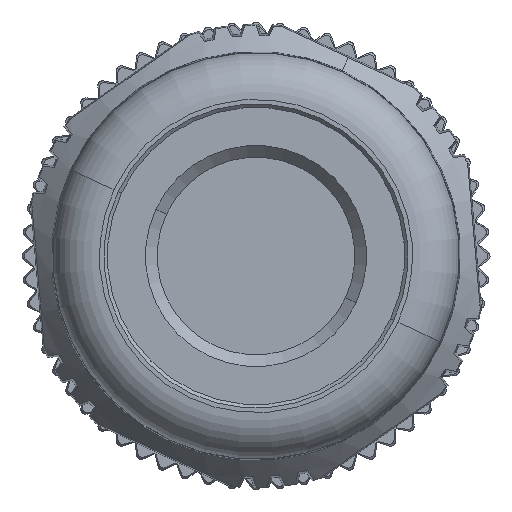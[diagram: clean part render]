
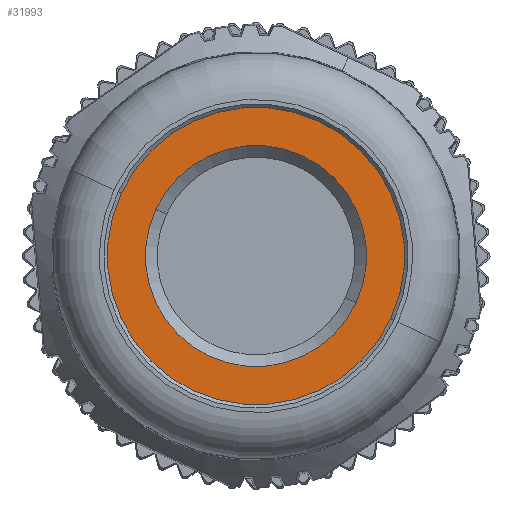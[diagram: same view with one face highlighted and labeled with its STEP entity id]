
A CAD part, front view. The second image highlights one B-rep face of the part: STEP entity #31993.
In plain terms, the highlighted planar face has unit normal (0, -1, 0).
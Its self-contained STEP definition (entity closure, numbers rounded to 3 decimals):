
#3607=CARTESIAN_POINT('',(0.,-50.144,
0.));
#3608=DIRECTION('',(0.,1.,0.));
#3609=DIRECTION('',(0.906,0.,-0.423));
#3610=AXIS2_PLACEMENT_3D('',#3607,#3608,#3609);
#3612=CARTESIAN_POINT('',(0.,-50.144,
0.));
#3613=DIRECTION('',(0.,1.,0.));
#3614=DIRECTION('',(-0.906,0.,0.423));
#3615=AXIS2_PLACEMENT_3D('',#3612,#3613,#3614);
#3617=CARTESIAN_POINT('',(0.,-50.144,0.));
#3618=DIRECTION('',(0.,-1.,0.));
#3619=DIRECTION('',(-0.906,0.,0.423));
#3620=AXIS2_PLACEMENT_3D('',#3617,#3618,#3619);
#3622=CARTESIAN_POINT('',(0.,-50.144,0.));
#3623=DIRECTION('',(0.,-1.,0.));
#3624=DIRECTION('',(0.906,0.,-0.423));
#3625=AXIS2_PLACEMENT_3D('',#3622,#3623,#3624);
#23796=CARTESIAN_POINT('',(4.282,-50.144,
-1.997));
#23797=VERTEX_POINT('',#23796);
#23798=CARTESIAN_POINT('',(-4.282,-50.144,
1.997));
#23799=VERTEX_POINT('',#23798);
#23800=CARTESIAN_POINT('',(5.755,-50.144,
-2.684));
#23801=CARTESIAN_POINT('',(-5.755,-50.144,
2.684));
#23802=VERTEX_POINT('',#23800);
#23803=VERTEX_POINT('',#23801);
#31978=CARTESIAN_POINT('',(0.,-50.144,0.));
#31979=DIRECTION('',(0.,-1.,0.));
#31980=DIRECTION('',(0.906,0.,-0.423));
#31981=AXIS2_PLACEMENT_3D('',#31978,#31979,#31980);
#31982=PLANE('',#31981);
#31983=ORIENTED_EDGE('',*,*,#31958,.T.);
#31984=ORIENTED_EDGE('',*,*,#31972,.T.);
#31985=EDGE_LOOP('',(#31983,#31984));
#31986=FACE_OUTER_BOUND('',#31985,.F.);
#31988=ORIENTED_EDGE('',*,*,#31987,.T.);
#31990=ORIENTED_EDGE('',*,*,#31989,.T.);
#31991=EDGE_LOOP('',(#31988,#31990));
#31992=FACE_BOUND('',#31991,.F.);
#31993=ADVANCED_FACE('',(#31986,#31992),#31982,.T.);
#3611=CIRCLE('',#3610,6.35);
#3616=CIRCLE('',#3615,6.35);
#3621=CIRCLE('',#3620,4.725);
#3626=CIRCLE('',#3625,4.725);
#31958=EDGE_CURVE('',#23802,#23803,#3611,.T.);
#31972=EDGE_CURVE('',#23803,#23802,#3616,.T.);
#31987=EDGE_CURVE('',#23799,#23797,#3621,.T.);
#31989=EDGE_CURVE('',#23797,#23799,#3626,.T.);
